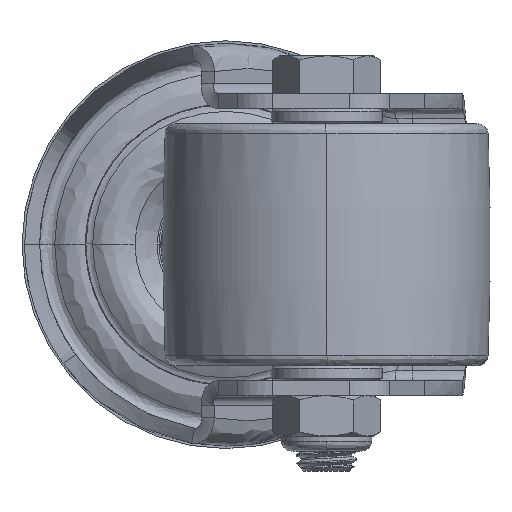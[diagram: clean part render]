
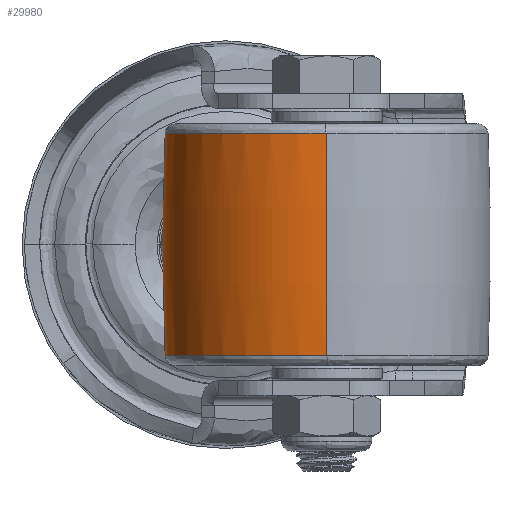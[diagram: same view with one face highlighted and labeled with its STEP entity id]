
A CAD part, front view. The second image highlights one B-rep face of the part: STEP entity #29980.
In plain terms, the highlighted toroidal (fillet/blend) face has major radius 543.75 mm and minor radius 576.25 mm.
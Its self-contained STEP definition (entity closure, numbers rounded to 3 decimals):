
#378 = CARTESIAN_POINT ( 'NONE',  ( 20., -58.05, 22.077 ) ) ;
#1658 = DIRECTION ( 'NONE',  ( 0., -1., 0. ) ) ;
#2824 = CIRCLE ( 'NONE', #46665, 32.077 ) ;
#3581 = CIRCLE ( 'NONE', #11374, 576.25 ) ;
#5198 = DIRECTION ( 'NONE',  ( 0., 0., 1. ) ) ;
#5241 = DIRECTION ( 'NONE',  ( -0.063, 0.998, 0. ) ) ;
#8217 = CARTESIAN_POINT ( 'NONE',  ( 20., -601.8, 0. ) ) ;
#8777 = DIRECTION ( 'NONE',  ( 1., 0., 0. ) ) ;
#9618 = CARTESIAN_POINT ( 'NONE',  ( 20., -25.973, -22.077 ) ) ;
#9967 = DIRECTION ( 'NONE',  ( -0.063, 0.998, 0. ) ) ;
#10218 = EDGE_CURVE ( 'NONE', #17135, #23841, #42230, .T. ) ;
#10527 = CIRCLE ( 'NONE', #44686, 32.077 ) ;
#11374 = AXIS2_PLACEMENT_3D ( 'NONE', #36253, #8777, #50017 ) ;
#12488 = EDGE_CURVE ( 'NONE', #48297, #15858, #3581, .T. ) ;
#12561 = EDGE_CURVE ( 'NONE', #48297, #29034, #50417, .T. ) ;
#13966 = CARTESIAN_POINT ( 'NONE',  ( 20., -58.05, 22.077 ) ) ;
#14363 = AXIS2_PLACEMENT_3D ( 'NONE', #13966, #37427, #9967 ) ;
#15858 = VERTEX_POINT ( 'NONE', #22219 ) ;
#16238 = ORIENTED_EDGE ( 'NONE', *, *, #10218, .T. ) ;
#16424 = EDGE_CURVE ( 'NONE', #23841, #58961, #59162, .T. ) ;
#17135 = VERTEX_POINT ( 'NONE', #18214 ) ;
#17897 = TOROIDAL_SURFACE ( 'NONE', #57877, -543.75, 576.25 ) ;
#18214 = CARTESIAN_POINT ( 'NONE',  ( 20., -25.973, 22.077 ) ) ;
#18332 = DIRECTION ( 'NONE',  ( 0., 0., 1. ) ) ;
#18968 = ORIENTED_EDGE ( 'NONE', *, *, #12488, .F. ) ;
#19609 = DIRECTION ( 'NONE',  ( -0.063, 0.998, 0. ) ) ;
#20012 = FACE_OUTER_BOUND ( 'NONE', #53969, .T. ) ;
#20295 = EDGE_CURVE ( 'NONE', #29034, #17135, #10527, .T. ) ;
#22219 = CARTESIAN_POINT ( 'NONE',  ( 20., -90.127, -22.077 ) ) ;
#22884 = ORIENTED_EDGE ( 'NONE', *, *, #42240, .T. ) ;
#23841 = VERTEX_POINT ( 'NONE', #9618 ) ;
#24052 = AXIS2_PLACEMENT_3D ( 'NONE', #51980, #33081, #5241 ) ;
#24878 = CARTESIAN_POINT ( 'NONE',  ( 20., -58.05, 0. ) ) ;
#27666 = AXIS2_PLACEMENT_3D ( 'NONE', #8217, #60143, #18332 ) ;
#29034 = VERTEX_POINT ( 'NONE', #45924 ) ;
#29980 = ADVANCED_FACE ( 'NONE', ( #20012 ), #17897, .T. ) ;
#31120 = ORIENTED_EDGE ( 'NONE', *, *, #16424, .T. ) ;
#33081 = DIRECTION ( 'NONE',  ( 0., 0., 1. ) ) ;
#35691 = ORIENTED_EDGE ( 'NONE', *, *, #20295, .T. ) ;
#36253 = CARTESIAN_POINT ( 'NONE',  ( 20., 485.7, 0. ) ) ;
#37427 = DIRECTION ( 'NONE',  ( 0., 0., -1. ) ) ;
#38490 = CARTESIAN_POINT ( 'NONE',  ( 19.843, -25.973, -22.077 ) ) ;
#41181 = ORIENTED_EDGE ( 'NONE', *, *, #12561, .T. ) ;
#42131 = CARTESIAN_POINT ( 'NONE',  ( 20., -58.05, -22.077 ) ) ;
#42230 = CIRCLE ( 'NONE', #27666, 576.25 ) ;
#42240 = EDGE_CURVE ( 'NONE', #58961, #15858, #2824, .T. ) ;
#44686 = AXIS2_PLACEMENT_3D ( 'NONE', #378, #59676, #46530 ) ;
#45924 = CARTESIAN_POINT ( 'NONE',  ( 19.776, -90.126, 22.077 ) ) ;
#46530 = DIRECTION ( 'NONE',  ( -0.063, 0.998, 0. ) ) ;
#46665 = AXIS2_PLACEMENT_3D ( 'NONE', #42131, #5198, #19609 ) ;
#48297 = VERTEX_POINT ( 'NONE', #49337 ) ;
#49337 = CARTESIAN_POINT ( 'NONE',  ( 20., -90.127, 22.077 ) ) ;
#50017 = DIRECTION ( 'NONE',  ( 0., 0., -1. ) ) ;
#50417 = CIRCLE ( 'NONE', #14363, 32.077 ) ;
#51980 = CARTESIAN_POINT ( 'NONE',  ( 20., -58.05, -22.077 ) ) ;
#53826 = DIRECTION ( 'NONE',  ( 0., 0., -1. ) ) ;
#53969 = EDGE_LOOP ( 'NONE', ( #41181, #35691, #16238, #31120, #22884, #18968 ) ) ;
#57877 = AXIS2_PLACEMENT_3D ( 'NONE', #24878, #53826, #1658 ) ;
#58961 = VERTEX_POINT ( 'NONE', #38490 ) ;
#59162 = CIRCLE ( 'NONE', #24052, 32.077 ) ;
#59676 = DIRECTION ( 'NONE',  ( 0., 0., -1. ) ) ;
#60143 = DIRECTION ( 'NONE',  ( -1., 0., 0. ) ) ;
